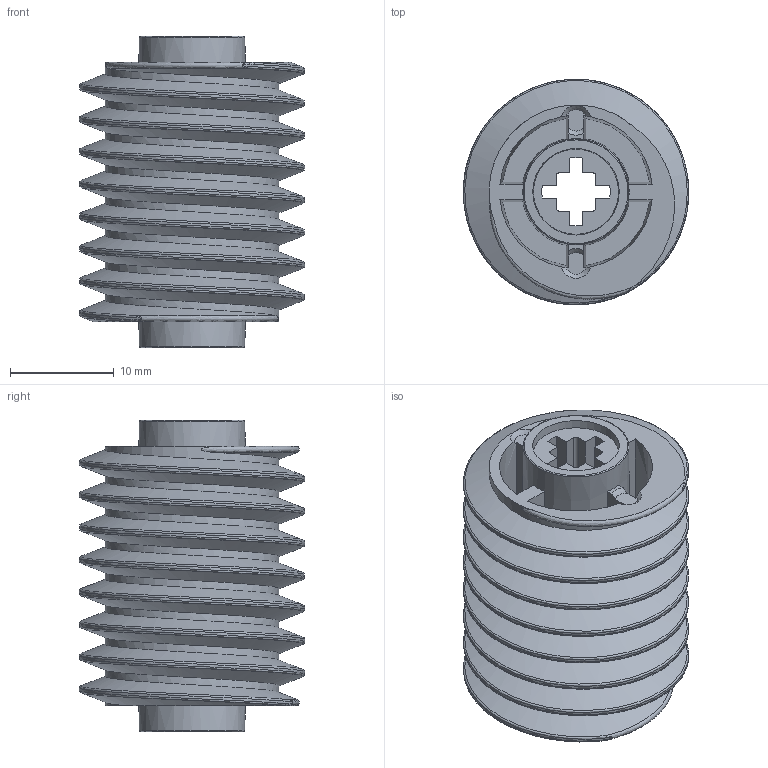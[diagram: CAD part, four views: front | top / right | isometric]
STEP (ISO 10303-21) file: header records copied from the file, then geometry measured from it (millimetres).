
FILE_DESCRIPTION(/* description */ (''),/* implementation_level */ '2;1');
FILE_NAME(/* name */ 'WG30_v3_0809_03',/* time_stamp */ '2019-08-09T16:16:47+08:00',/* author */ (''),/* organization */ (''),/* preprocessor_version */ 'ST-DEVELOPER v9',/* originating_system */ 'UGS - NX 4.0',/* authorisation */ '');
FILE_SCHEMA (('AUTOMOTIVE_DESIGN { 1 0 10303 214 1 1 1 1 }'));
Length unit declared in the file: millimetre
Products named in the file (1): nov6BBEym72
Bounding box: 21.73 x 21.73 x 30 mm (x, y, z)
Volume: 6024.3 mm3; surface area: 6608.3 mm2
Topology: 1 solids, 1 shells, 92 faces, 254 edges, 168 vertices
Faces by surface type: plane 50, cone 20, bspline 12, cylinder 6, torus 4
Entity records: 7073 total; most frequent: CARTESIAN_POINT 4835, ORIENTED_EDGE 492, DIRECTION 430, EDGE_CURVE 246, AXIS2_PLACEMENT_3D 173, VERTEX_POINT 166, EDGE_LOOP 104, ADVANCED_FACE 92
